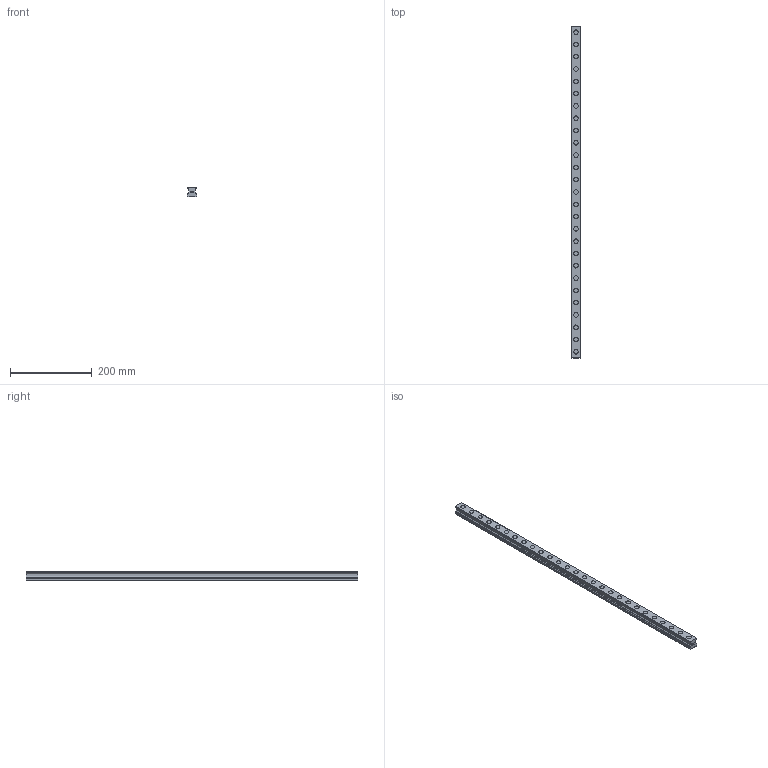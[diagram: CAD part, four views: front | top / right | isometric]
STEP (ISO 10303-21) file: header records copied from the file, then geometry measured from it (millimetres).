
FILE_DESCRIPTION(('STEP AP214'),'1');
FILE_NAME('cctmp_7616759E-8498-4F21-AB00-EA9658E74444_2021_03_10_17_28_42_0206..stp','2021-03-10T16:28:42',('HIWIN GmbH'),('CADClick - www.CADClick.com'),'Spatial InterOp 3D',' ','unknown authorization');
FILE_SCHEMA(('AUTOMOTIVE_DESIGN'));
Length unit declared in the file: millimetre
Products named in the file (1): RGR25R810H_FILE
Bounding box: 23 x 810 x 23.6 mm (x, y, z)
Volume: 324824.6 mm3; surface area: 101164.8 mm2
Topology: 1 solids, 1 shells, 360 faces, 819 edges, 546 vertices
Faces by surface type: cylinder 180, plane 180
Entity records: 13147 total; most frequent: DIRECTION 1901, CARTESIAN_POINT 1726, ORIENTED_EDGE 1638, EDGE_CURVE 819, AXIS2_PLACEMENT_3D 721, VERTEX_POINT 546, LINE 459, VECTOR 459
